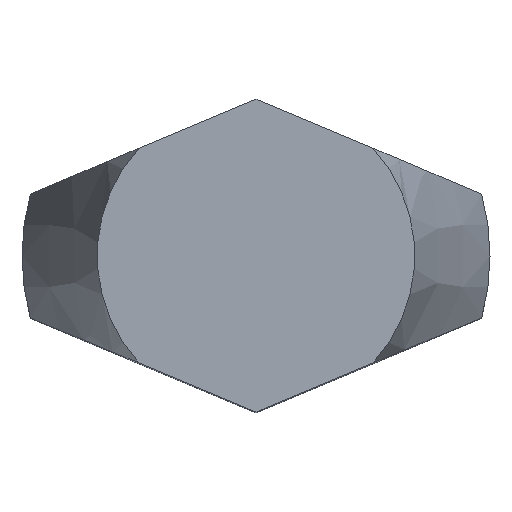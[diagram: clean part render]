
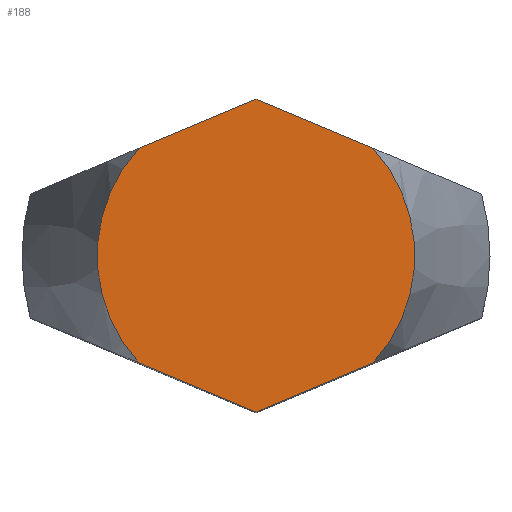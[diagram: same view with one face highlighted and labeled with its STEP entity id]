
A CAD part, top view. The second image highlights one B-rep face of the part: STEP entity #188.
In plain terms, the highlighted planar face has unit normal (0, 0, 1).
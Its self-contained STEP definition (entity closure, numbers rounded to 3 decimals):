
#126=EDGE_CURVE('',#218,#170,#290,.T.);
#146=EDGE_CURVE('',#228,#218,#312,.T.);
#168=EDGE_CURVE('',#170,#232,#336,.T.);
#170=VERTEX_POINT('',#338);
#174=VERTEX_POINT('',#343);
#176=EDGE_CURVE('',#232,#174,#345,.T.);
#188=ADVANCED_FACE('',(#358),#359,.T.);
#200=EDGE_CURVE('',#224,#228,#372,.T.);
#218=VERTEX_POINT('',#394);
#220=EDGE_CURVE('',#174,#224,#396,.T.);
#224=VERTEX_POINT('',#400);
#228=VERTEX_POINT('',#404);
#232=VERTEX_POINT('',#408);
#290=LINE('',#468,#469);
#312=LINE('',#497,#498);
#336=CIRCLE('',#546,3.392);
#338=CARTESIAN_POINT('',(-2.496,2.297,10.));
#343=CARTESIAN_POINT('',(0.0,-3.341,10.));
#345=LINE('',#556,#557);
#358=FACE_OUTER_BOUND('',#584,.T.);
#359=PLANE('',#585);
#372=CIRCLE('',#612,3.392);
#394=CARTESIAN_POINT('',(0.0,3.341,10.));
#396=LINE('',#644,#645);
#400=CARTESIAN_POINT('',(2.496,-2.297,10.));
#404=CARTESIAN_POINT('',(2.496,2.297,10.));
#408=CARTESIAN_POINT('',(-2.496,-2.297,10.));
#468=CARTESIAN_POINT('',(-0.896,2.966,10.));
#469=VECTOR('',#715,1.0);
#497=CARTESIAN_POINT('',(3.396,1.921,10.));
#498=VECTOR('',#736,1.0);
#546=AXIS2_PLACEMENT_3D('',#762,#763,#764);
#556=CARTESIAN_POINT('',(-2.793,-2.173,10.));
#557=VECTOR('',#773,1.0);
#584=EDGE_LOOP('',(#785,#786,#787,#788,#789,#790));
#585=AXIS2_PLACEMENT_3D('',#791,#792,#793);
#612=AXIS2_PLACEMENT_3D('',#807,#808,#809);
#644=CARTESIAN_POINT('',(0.293,-3.219,10.));
#645=VECTOR('',#844,1.0);
#715=DIRECTION('',(-0.923,-0.386,0.0));
#736=DIRECTION('',(-0.923,0.386,0.0));
#762=CARTESIAN_POINT('',(0.,0.,10.));
#763=DIRECTION('',(0.0,0.0,1.0));
#764=DIRECTION('',(0.,-1.0,0.0));
#773=DIRECTION('',(0.923,-0.386,0.0));
#785=ORIENTED_EDGE('',*,*,#176,.T.);
#786=ORIENTED_EDGE('',*,*,#220,.T.);
#787=ORIENTED_EDGE('',*,*,#200,.T.);
#788=ORIENTED_EDGE('',*,*,#146,.T.);
#789=ORIENTED_EDGE('',*,*,#126,.T.);
#790=ORIENTED_EDGE('',*,*,#168,.T.);
#791=CARTESIAN_POINT('',(0.,-1.696,10.));
#792=DIRECTION('',(0.0,0.0,1.0));
#793=DIRECTION('',(0.,-1.0,0.0));
#807=CARTESIAN_POINT('',(0.,0.,10.));
#808=DIRECTION('',(0.0,0.0,1.0));
#809=DIRECTION('',(0.,-1.0,0.0));
#844=DIRECTION('',(0.923,0.386,0.0));
